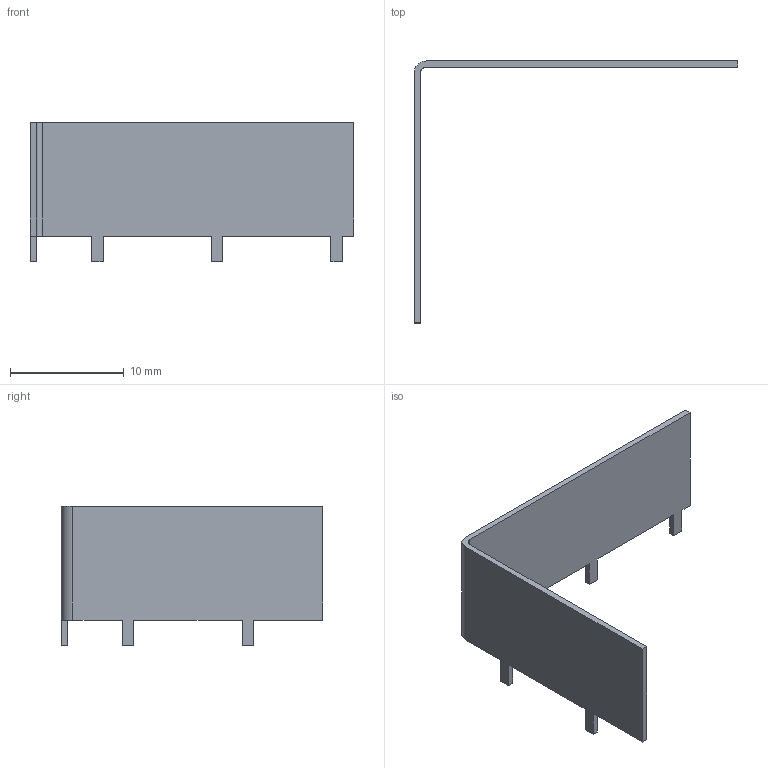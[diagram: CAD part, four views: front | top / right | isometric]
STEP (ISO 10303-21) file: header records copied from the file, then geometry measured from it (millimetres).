
FILE_DESCRIPTION((''),'2;1');
FILE_NAME('MSBOX_EDA-02993-V1-0_misc2.stp','2014-10-17T17:05:11',(''),(''),'Mechanical Desktop 2011','Mechanical Desktop 2011',', , ');
FILE_SCHEMA(('AUTOMOTIVE_DESIGN { 1 2 10303 214 1 1 1 1 }'));
Length unit declared in the file: millimetre
Products named in the file (1): Product
Bounding box: 28.4 x 23 x 12.25 mm (x, y, z)
Volume: 278.9 mm3; surface area: 1110.6 mm2
Topology: 1 solids, 1 shells, 30 faces, 84 edges, 56 vertices
Faces by surface type: bspline 18, plane 10, cylinder 2
Entity records: 997 total; most frequent: CARTESIAN_POINT 225, ORIENTED_EDGE 168, DIRECTION 114, EDGE_CURVE 84, VECTOR 80, LINE 80, VERTEX_POINT 56, EDGE_LOOP 30
